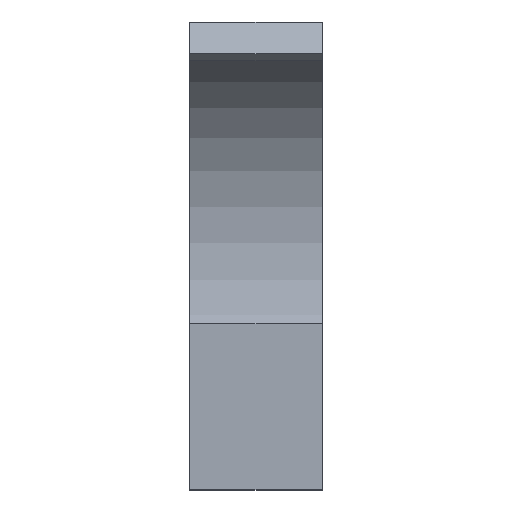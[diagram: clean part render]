
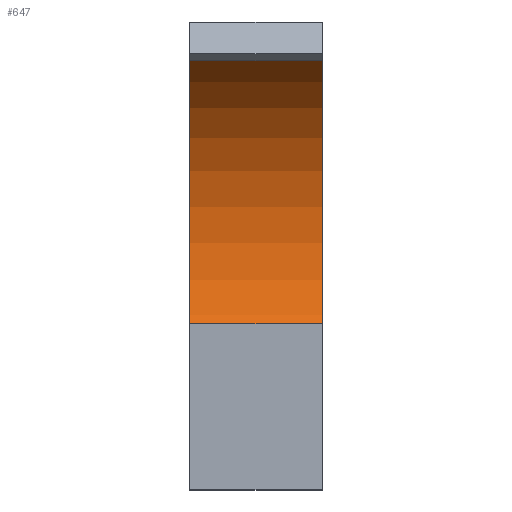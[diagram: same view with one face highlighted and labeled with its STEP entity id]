
A CAD part, front view. The second image highlights one B-rep face of the part: STEP entity #647.
In plain terms, the highlighted cylindrical face has radius 76.1 mm (diameter 152.2 mm), a partial arc.
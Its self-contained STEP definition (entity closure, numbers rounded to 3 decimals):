
#57 = DIRECTION ( 'NONE',  ( 0., 0., 1. ) ) ;
#69 = VERTEX_POINT ( 'NONE', #295 ) ;
#79 = AXIS2_PLACEMENT_3D ( 'NONE', #353, #476, #173 ) ;
#82 = CARTESIAN_POINT ( 'NONE',  ( -24., 5., 82.7 ) ) ;
#103 = VERTEX_POINT ( 'NONE', #599 ) ;
#107 = EDGE_CURVE ( 'NONE', #489, #69, #704, .T. ) ;
#147 = FACE_OUTER_BOUND ( 'NONE', #216, .T. ) ;
#152 = CARTESIAN_POINT ( 'NONE',  ( 24., 43.271, 148.476 ) ) ;
#170 = LINE ( 'NONE', #152, #204 ) ;
#173 = DIRECTION ( 'NONE',  ( 0., 0., -1. ) ) ;
#174 = AXIS2_PLACEMENT_3D ( 'NONE', #82, #664, #254 ) ;
#193 = CARTESIAN_POINT ( 'NONE',  ( -24., 5., 6.6 ) ) ;
#198 = VERTEX_POINT ( 'NONE', #193 ) ;
#204 = VECTOR ( 'NONE', #265, 1000. ) ;
#216 = EDGE_LOOP ( 'NONE', ( #608, #433, #410, #367 ) ) ;
#218 = EDGE_CURVE ( 'NONE', #103, #198, #591, .T. ) ;
#232 = EDGE_CURVE ( 'NONE', #69, #198, #667, .T. ) ;
#254 = DIRECTION ( 'NONE',  ( 0., 0., -1. ) ) ;
#265 = DIRECTION ( 'NONE',  ( -1., 0., 0. ) ) ;
#278 = CARTESIAN_POINT ( 'NONE',  ( 24., 43.271, 148.476 ) ) ;
#286 = CARTESIAN_POINT ( 'NONE',  ( 24., 5., 82.7 ) ) ;
#295 = CARTESIAN_POINT ( 'NONE',  ( 24., 5., 6.6 ) ) ;
#353 = CARTESIAN_POINT ( 'NONE',  ( 24., 5., 82.7 ) ) ;
#367 = ORIENTED_EDGE ( 'NONE', *, *, #414, .T. ) ;
#408 = CYLINDRICAL_SURFACE ( 'NONE', #538, 76.1 ) ;
#410 = ORIENTED_EDGE ( 'NONE', *, *, #107, .F. ) ;
#414 = EDGE_CURVE ( 'NONE', #489, #103, #170, .T. ) ;
#433 = ORIENTED_EDGE ( 'NONE', *, *, #232, .F. ) ;
#476 = DIRECTION ( 'NONE',  ( -1., 0., 0. ) ) ;
#489 = VERTEX_POINT ( 'NONE', #278 ) ;
#491 = CARTESIAN_POINT ( 'NONE',  ( 24., 5., 6.6 ) ) ;
#538 = AXIS2_PLACEMENT_3D ( 'NONE', #286, #759, #57 ) ;
#546 = DIRECTION ( 'NONE',  ( -1., 0., 0. ) ) ;
#573 = VECTOR ( 'NONE', #546, 1000. ) ;
#591 = CIRCLE ( 'NONE', #174, 76.1 ) ;
#599 = CARTESIAN_POINT ( 'NONE',  ( -24., 43.271, 148.476 ) ) ;
#608 = ORIENTED_EDGE ( 'NONE', *, *, #218, .T. ) ;
#647 = ADVANCED_FACE ( 'NONE', ( #147 ), #408, .F. ) ;
#664 = DIRECTION ( 'NONE',  ( -1., 0., 0. ) ) ;
#667 = LINE ( 'NONE', #491, #573 ) ;
#704 = CIRCLE ( 'NONE', #79, 76.1 ) ;
#759 = DIRECTION ( 'NONE',  ( -1., 0., 0. ) ) ;
